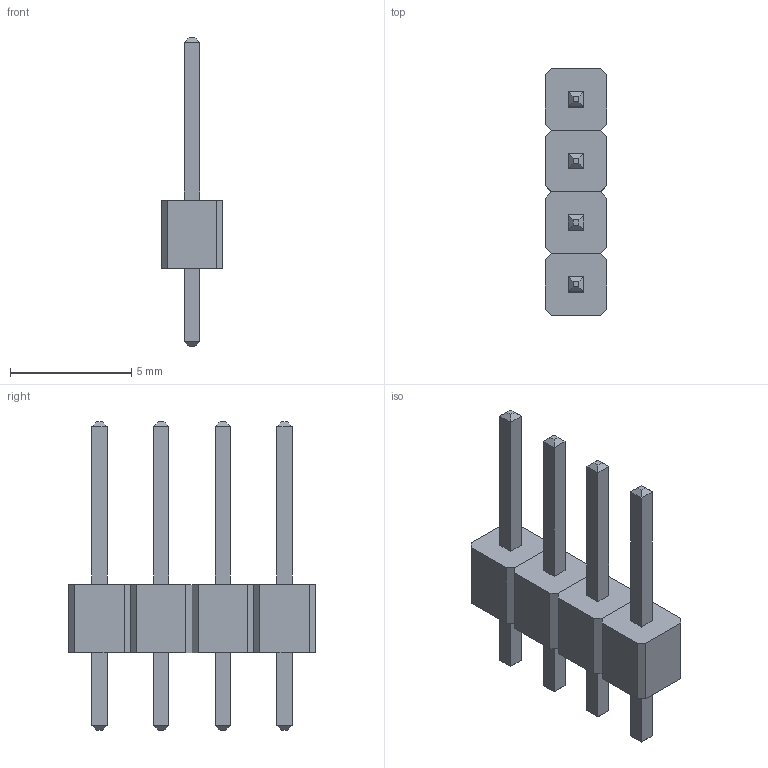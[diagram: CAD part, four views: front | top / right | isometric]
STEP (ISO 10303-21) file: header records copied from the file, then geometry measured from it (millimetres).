
FILE_DESCRIPTION(/* description */ (''),/* implementation_level */ '2;1');
FILE_NAME(/* name */ '4 male header pin v2.step',/* time_stamp */ '2024-05-19T23:47:53+01:00',/* author */ (''),/* organization */ (''),/* preprocessor_version */ 'ST-DEVELOPER v20',/* originating_system */ 'Autodesk Translation Framework v13.14.0.145',/* authorisation */ '');
FILE_SCHEMA (('AUTOMOTIVE_DESIGN { 1 0 10303 214 3 1 1 }'));
Length unit declared in the file: millimetre
Products named in the file (1): header pin
Bounding box: 2.54 x 10.16 x 12.7 mm (x, y, z)
Volume: 86.3 mm3; surface area: 311.2 mm2
Topology: 8 solids, 8 shells, 112 faces, 256 edges, 160 vertices
Faces by surface type: plane 112
Entity records: 3100 total; most frequent: CARTESIAN_POINT 529, ORIENTED_EDGE 512, DIRECTION 482, LINE 256, VECTOR 256, EDGE_CURVE 256, VERTEX_POINT 160, EDGE_LOOP 120
